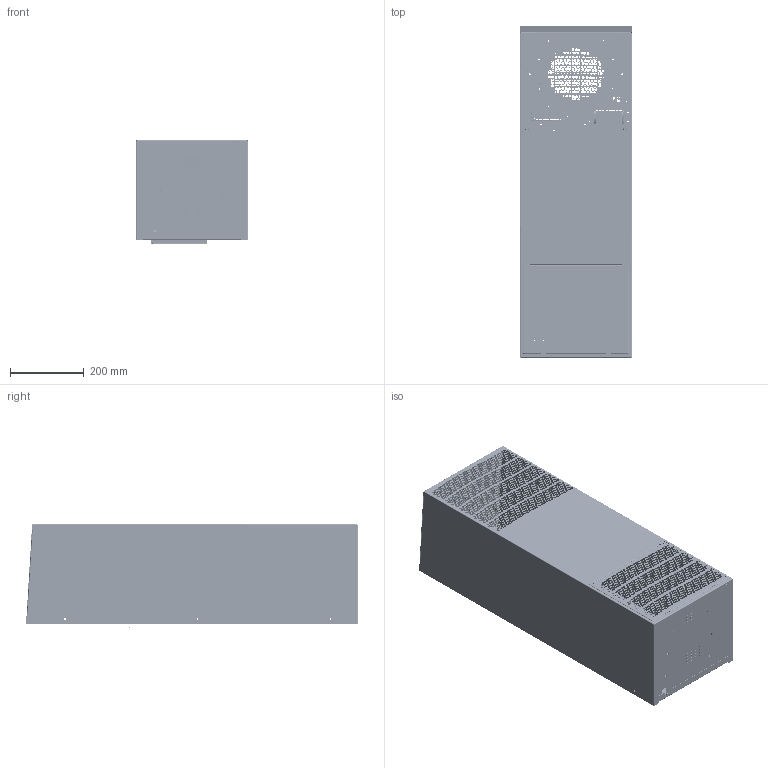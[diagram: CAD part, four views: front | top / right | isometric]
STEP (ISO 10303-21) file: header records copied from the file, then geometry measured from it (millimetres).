
FILE_DESCRIPTION((''),'2;1');
FILE_NAME('OC5710-ASM_ASM','2019-06-27T13:02:47',('danielc'),(''),'CREO PARAMETRIC BY PTC INC, 2018400','CREO PARAMETRIC BY PTC INC, 2018400','');
FILE_SCHEMA(('CONFIG_CONTROL_DESIGN'));
Products named in the file (20): OC5710_HOUSING_1; POPNUT_M6_HEX_CLOSED_1; OC5710_HOUSING_MANUF_ASSY_ASM_1_ASM; KG4310_CONNECTOR_BRACKET_1; WAGO_723-609_019-000_1; KG-4315_CONNECTOR_BRKT_ASM_1_ASM; OC57XX_MOUNTING_BRACKET_1; CAREL_IR33P_NOBORDER_1; OC5710_HOUSING_ASSY_ASM_1_ASM; OC5710_INTERNAL_INTAKE_1; OC5710_INTERNAL_FAN_ASSY_ASM_1_ASM; OC5710_COVER_1; OC5710_COVER_MANUF_ASSY_ASM_1_ASM; OC5710_FILTER_COVER_1; OC5710_FILTER_COVER_ASM_1_ASM; OC5710_COVER_ASSY_ASM_1_ASM; OC5705_8_9_10_COMP_BRKT_GL_1; OC5705_8_9_COMPRESSOR_ASSEMBLY__ASM; OC5710_COMPLETE_ASSEMBLY_ASM_1_ASM; OC5710-ASM_ASM
Assembly tree (26 placements, depth 5):
  OC5710-ASM_ASM
    OC5710_COMPLETE_ASSEMBLY_ASM_1_ASM
      OC5710_HOUSING_ASSY_ASM_1_ASM
        OC5710_HOUSING_MANUF_ASSY_ASM_1_ASM
          OC5710_HOUSING_1
          POPNUT_M6_HEX_CLOSED_1  x8
        KG-4315_CONNECTOR_BRKT_ASM_1_ASM
          KG4310_CONNECTOR_BRACKET_1
          WAGO_723-609_019-000_1
        OC57XX_MOUNTING_BRACKET_1
        CAREL_IR33P_NOBORDER_1
      OC5710_INTERNAL_FAN_ASSY_ASM_1_ASM
        OC5710_INTERNAL_INTAKE_1
      OC5710_COVER_ASSY_ASM_1_ASM
        OC5710_COVER_MANUF_ASSY_ASM_1_ASM
          OC5710_COVER_1
        OC5710_FILTER_COVER_ASM_1_ASM
          OC5710_FILTER_COVER_1
      OC5705_8_9_COMPRESSOR_ASSEMBLY__ASM
        OC5705_8_9_10_COMP_BRKT_GL_1
Bounding box: 304 x 900.25 x 284.31 mm (x, y, z)
Volume: 1717426.9 mm3; surface area: 3110697.2 mm2
Topology: 17 solids, 17 shells, 5647 faces, 16270 edges, 10686 vertices
Faces by surface type: cylinder 4103, plane 1448, bspline 34, cone 34, torus 16, sphere 12
Entity records: 193659 total; most frequent: DIRECTION 34838, CARTESIAN_POINT 33483, ORIENTED_EDGE 31616, EDGE_CURVE 15808, AXIS2_PLACEMENT_3D 13631, VERTEX_POINT 10413, EDGE_LOOP 9607, CIRCLE 8143
